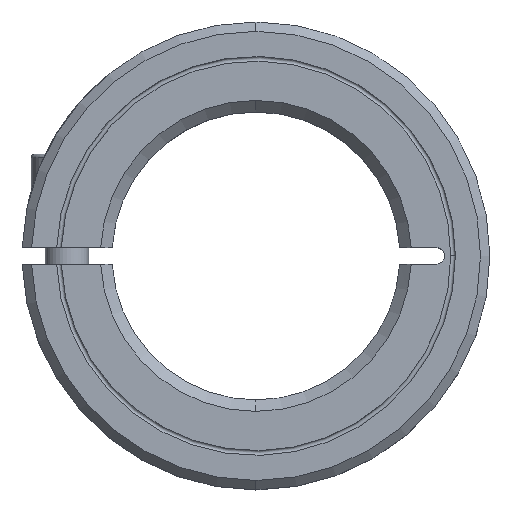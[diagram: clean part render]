
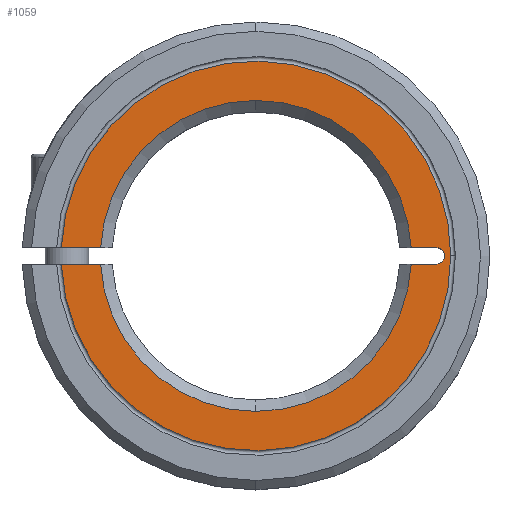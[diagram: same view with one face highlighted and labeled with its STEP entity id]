
A CAD part, top view. The second image highlights one B-rep face of the part: STEP entity #1059.
In plain terms, the highlighted planar face has unit normal (0, 0, 1).
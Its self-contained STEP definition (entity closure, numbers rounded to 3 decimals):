
#399=EDGE_CURVE('',#625,#963,#1129,.T.);
#493=VERTEX_POINT('',#1234);
#511=EDGE_CURVE('',#1055,#675,#1257,.T.);
#593=EDGE_CURVE('',#957,#745,#1346,.T.);
#625=VERTEX_POINT('',#1381);
#675=VERTEX_POINT('',#1436);
#679=EDGE_CURVE('',#493,#1061,#1440,.T.);
#745=VERTEX_POINT('',#1513);
#767=VERTEX_POINT('',#1535);
#783=EDGE_CURVE('',#937,#493,#1552,.T.);
#863=EDGE_CURVE('',#1027,#957,#1641,.T.);
#907=EDGE_CURVE('',#997,#1055,#1690,.T.);
#917=EDGE_CURVE('',#745,#937,#1701,.T.);
#937=VERTEX_POINT('',#1724);
#951=EDGE_CURVE('',#963,#1027,#1739,.T.);
#957=VERTEX_POINT('',#1745);
#963=VERTEX_POINT('',#1752);
#997=VERTEX_POINT('',#1792);
#1025=EDGE_CURVE('',#1061,#997,#1823,.T.);
#1027=VERTEX_POINT('',#1825);
#1051=EDGE_CURVE('',#767,#625,#1856,.T.);
#1055=VERTEX_POINT('',#1860);
#1059=ADVANCED_FACE('',(#1865),#1866,.T.);
#1061=VERTEX_POINT('',#1868);
#1083=EDGE_CURVE('',#675,#767,#1891,.T.);
#1129=LINE('',#1944,#1945);
#1234=CARTESIAN_POINT('',(25.113,-1.138,15.0));
#1257=LINE('',#2163,#2164);
#1346=LINE('',#2284,#2285);
#1381=CARTESIAN_POINT('',(-27.039,1.138,15.0));
#1436=CARTESIAN_POINT('',(-27.039,-1.138,15.0));
#1440=LINE('',#2441,#2442);
#1513=CARTESIAN_POINT('',(25.113,1.138,15.0));
#1535=CARTESIAN_POINT('',(27.063,0.,15.0));
#1552=CIRCLE('',#2655,1.138);
#1641=CIRCLE('',#2809,21.6);
#1690=CIRCLE('',#2874,21.6);
#1701=CIRCLE('',#2908,1.138);
#1724=CARTESIAN_POINT('',(26.25,0.,15.0));
#1739=CIRCLE('',#2957,21.6);
#1745=CARTESIAN_POINT('',(21.57,1.138,15.0));
#1752=CARTESIAN_POINT('',(-21.57,1.138,15.0));
#1792=CARTESIAN_POINT('',(0.,-21.6,15.0));
#1823=CIRCLE('',#3065,21.6);
#1825=CARTESIAN_POINT('',(0.,21.6,15.0));
#1856=CIRCLE('',#3105,27.063);
#1860=CARTESIAN_POINT('',(-21.57,-1.138,15.0));
#1865=FACE_OUTER_BOUND('',#3114,.T.);
#1866=PLANE('',#3115);
#1868=CARTESIAN_POINT('',(21.57,-1.138,15.0));
#1891=CIRCLE('',#3167,27.063);
#1944=CARTESIAN_POINT('',(-2.097,1.138,15.0));
#1945=VECTOR('',#3232,1.0);
#2163=CARTESIAN_POINT('',(-2.097,-1.138,15.0));
#2164=VECTOR('',#3411,1.0);
#2284=CARTESIAN_POINT('',(-2.097,1.138,15.0));
#2285=VECTOR('',#3501,1.0);
#2441=CARTESIAN_POINT('',(-2.097,-1.138,15.0));
#2442=VECTOR('',#3608,1.0);
#2655=AXIS2_PLACEMENT_3D('',#3724,#3725,#3726);
#2809=AXIS2_PLACEMENT_3D('',#3827,#3828,#3829);
#2874=AXIS2_PLACEMENT_3D('',#3887,#3888,#3889);
#2908=AXIS2_PLACEMENT_3D('',#3899,#3900,#3901);
#2957=AXIS2_PLACEMENT_3D('',#3944,#3945,#3946);
#3065=AXIS2_PLACEMENT_3D('',#4049,#4050,#4051);
#3105=AXIS2_PLACEMENT_3D('',#4107,#4108,#4109);
#3114=EDGE_LOOP('',(#4119,#4120,#4121,#4122,#4123,#4124,#4125,#4126,#4127,#4128,#4129,#4130));
#3115=AXIS2_PLACEMENT_3D('',#4131,#4132,#4133);
#3167=AXIS2_PLACEMENT_3D('',#4151,#4152,#4153);
#3232=DIRECTION('',(1.0,0.0,0.));
#3411=DIRECTION('',(-1.0,0.0,0.));
#3501=DIRECTION('',(1.0,0.0,0.));
#3608=DIRECTION('',(-1.0,0.0,0.));
#3724=CARTESIAN_POINT('',(25.113,0.0,15.0));
#3725=DIRECTION('',(0.,0.,-1.0));
#3726=DIRECTION('',(1.0,0.,0.));
#3827=CARTESIAN_POINT('',(0.,0.0,15.0));
#3828=DIRECTION('',(0.,0.0,-1.0));
#3829=DIRECTION('',(0.0,1.0,0.0));
#3887=CARTESIAN_POINT('',(0.,0.0,15.0));
#3888=DIRECTION('',(0.,0.0,-1.0));
#3889=DIRECTION('',(0.0,1.0,0.0));
#3899=CARTESIAN_POINT('',(25.113,0.0,15.0));
#3900=DIRECTION('',(0.,0.,-1.0));
#3901=DIRECTION('',(1.0,0.,0.));
#3944=CARTESIAN_POINT('',(0.,0.0,15.0));
#3945=DIRECTION('',(0.,0.0,-1.0));
#3946=DIRECTION('',(0.0,1.0,0.0));
#4049=CARTESIAN_POINT('',(0.,0.0,15.0));
#4050=DIRECTION('',(0.,0.0,-1.0));
#4051=DIRECTION('',(0.0,1.0,0.0));
#4107=CARTESIAN_POINT('',(0.,0.,15.0));
#4108=DIRECTION('',(0.,0.,1.0));
#4109=DIRECTION('',(1.0,0.,0.));
#4119=ORIENTED_EDGE('',*,*,#679,.T.);
#4120=ORIENTED_EDGE('',*,*,#1025,.T.);
#4121=ORIENTED_EDGE('',*,*,#907,.T.);
#4122=ORIENTED_EDGE('',*,*,#511,.T.);
#4123=ORIENTED_EDGE('',*,*,#1083,.T.);
#4124=ORIENTED_EDGE('',*,*,#1051,.T.);
#4125=ORIENTED_EDGE('',*,*,#399,.T.);
#4126=ORIENTED_EDGE('',*,*,#951,.T.);
#4127=ORIENTED_EDGE('',*,*,#863,.T.);
#4128=ORIENTED_EDGE('',*,*,#593,.T.);
#4129=ORIENTED_EDGE('',*,*,#917,.T.);
#4130=ORIENTED_EDGE('',*,*,#783,.T.);
#4131=CARTESIAN_POINT('',(0.,26.4,15.0));
#4132=DIRECTION('',(0.,0.,1.0));
#4133=DIRECTION('',(0.,-1.0,0.));
#4151=CARTESIAN_POINT('',(0.,0.,15.0));
#4152=DIRECTION('',(0.,0.,1.0));
#4153=DIRECTION('',(1.0,0.,0.));
